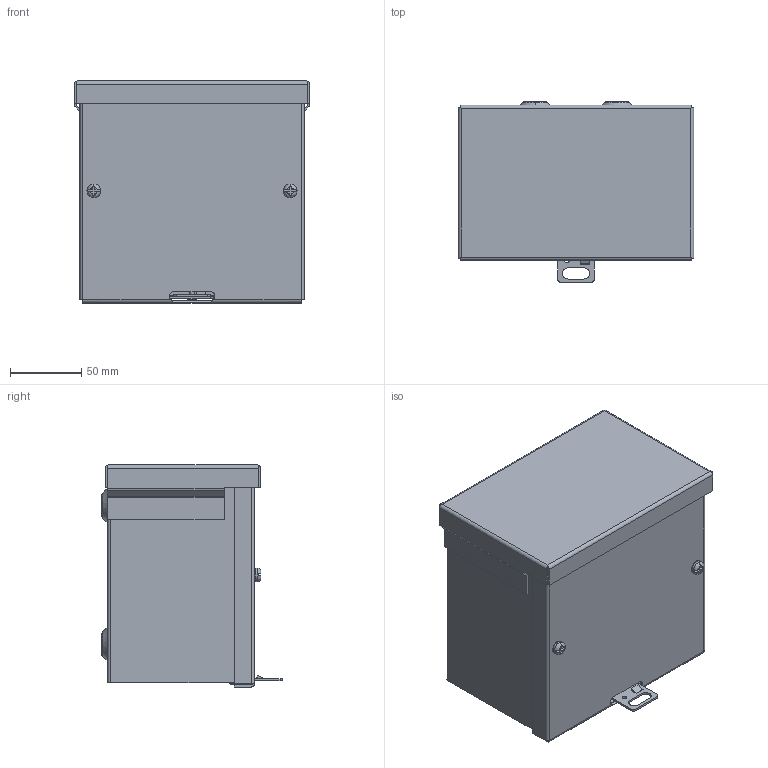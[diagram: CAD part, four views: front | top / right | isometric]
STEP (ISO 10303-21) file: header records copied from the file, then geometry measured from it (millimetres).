
FILE_DESCRIPTION (( 'STEP AP203' ), '1' );
FILE_NAME ('C3R664SCNKO_Default.step', '2019-11-12T22:04:52', ( '' ), ( '' ), 'SwSTEP 2.0', 'SolidWorks 2019', '' );
FILE_SCHEMA (( 'CONFIG_CONTROL_DESIGN' ));
Length unit declared in the file: inch
Products named in the file (1): C3R664SCNKO_Default
Bounding box: 164.82 x 126.42 x 155.45 mm (x, y, z)
Volume: 200233.9 mm3; surface area: 281330.2 mm2
Topology: 9 solids, 9 shells, 338 faces, 843 edges, 529 vertices
Faces by surface type: plane 173, cylinder 91, bspline 48, cone 26
Entity records: 12632 total; most frequent: CARTESIAN_POINT 4669, ORIENTED_EDGE 1682, DIRECTION 1595, EDGE_CURVE 841, AXIS2_PLACEMENT_3D 559, VERTEX_POINT 529, LINE 477, VECTOR 477
